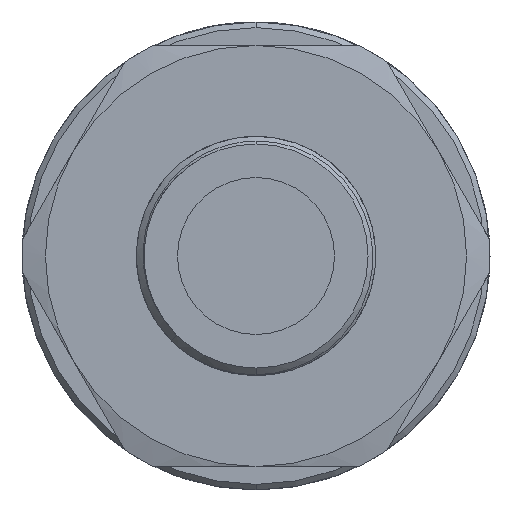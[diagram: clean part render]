
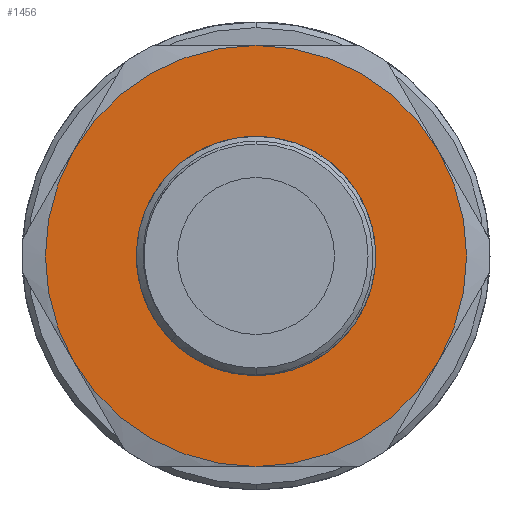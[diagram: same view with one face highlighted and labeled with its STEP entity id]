
A CAD part, left-side view. The second image highlights one B-rep face of the part: STEP entity #1456.
In plain terms, the highlighted planar face has unit normal (-1, 0, 0).
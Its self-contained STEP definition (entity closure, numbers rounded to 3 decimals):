
#6 = ORIENTED_EDGE ( 'NONE', *, *, #6861, .T. ) ;
#52 = ORIENTED_EDGE ( 'NONE', *, *, #7171, .T. ) ;
#127 = CIRCLE ( 'NONE', #2028, 28.575 ) ;
#455 = AXIS2_PLACEMENT_3D ( 'NONE', #13211, #7088, #11289 ) ;
#476 = DIRECTION ( 'NONE',  ( 0., 0., 1. ) ) ;
#906 = AXIS2_PLACEMENT_3D ( 'NONE', #11822, #10851, #5682 ) ;
#933 = CIRCLE ( 'NONE', #11154, 15.964 ) ;
#984 = CARTESIAN_POINT ( 'NONE',  ( 769.152, 1169.001, -28.575 ) ) ;
#1045 = AXIS2_PLACEMENT_3D ( 'NONE', #7863, #13010, #10996 ) ;
#1454 = CARTESIAN_POINT ( 'NONE',  ( 769.152, 1169.001, 28.575 ) ) ;
#1456 = ADVANCED_FACE ( 'NONE', ( #9031, #7262 ), #10920, .F. ) ;
#1667 = VERTEX_POINT ( 'NONE', #1454 ) ;
#1900 = EDGE_LOOP ( 'NONE', ( #2857, #8180 ) ) ;
#2028 = AXIS2_PLACEMENT_3D ( 'NONE', #11747, #4519, #476 ) ;
#2089 = CARTESIAN_POINT ( 'NONE',  ( 769.152, 1169.001, -15.964 ) ) ;
#2169 = DIRECTION ( 'NONE',  ( 0., 0., 1. ) ) ;
#2228 = CIRCLE ( 'NONE', #2612, 28.575 ) ;
#2612 = AXIS2_PLACEMENT_3D ( 'NONE', #6556, #7557, #7602 ) ;
#2653 = CARTESIAN_POINT ( 'NONE',  ( 769.152, 1193.748, 14.288 ) ) ;
#2857 = ORIENTED_EDGE ( 'NONE', *, *, #9850, .F. ) ;
#2887 = DIRECTION ( 'NONE',  ( -1., 0., 0. ) ) ;
#2901 = CARTESIAN_POINT ( 'NONE',  ( 769.152, 1184.965, 0. ) ) ;
#3281 = AXIS2_PLACEMENT_3D ( 'NONE', #6924, #2887, #10013 ) ;
#3785 = DIRECTION ( 'NONE',  ( -1., 0., 0. ) ) ;
#3863 = ORIENTED_EDGE ( 'NONE', *, *, #8310, .T. ) ;
#4182 = VERTEX_POINT ( 'NONE', #5818 ) ;
#4519 = DIRECTION ( 'NONE',  ( -1., 0., 0. ) ) ;
#4798 = DIRECTION ( 'NONE',  ( 1., 0., 0. ) ) ;
#5014 = DIRECTION ( 'NONE',  ( -1., 0., 0. ) ) ;
#5098 = CARTESIAN_POINT ( 'NONE',  ( 769.152, 1193.748, -14.288 ) ) ;
#5384 = CIRCLE ( 'NONE', #455, 15.964 ) ;
#5471 = AXIS2_PLACEMENT_3D ( 'NONE', #8213, #5014, #2169 ) ;
#5682 = DIRECTION ( 'NONE',  ( 0., 0., 1. ) ) ;
#5818 = CARTESIAN_POINT ( 'NONE',  ( 769.152, 1144.254, -14.288 ) ) ;
#6059 = CARTESIAN_POINT ( 'NONE',  ( 769.152, 1144.254, 14.288 ) ) ;
#6540 = AXIS2_PLACEMENT_3D ( 'NONE', #2901, #4798, #13103 ) ;
#6556 = CARTESIAN_POINT ( 'NONE',  ( 769.152, 1169.001, 0. ) ) ;
#6561 = ORIENTED_EDGE ( 'NONE', *, *, #11684, .T. ) ;
#6734 = ORIENTED_EDGE ( 'NONE', *, *, #11613, .T. ) ;
#6861 = EDGE_CURVE ( 'NONE', #1667, #12896, #127, .T. ) ;
#6924 = CARTESIAN_POINT ( 'NONE',  ( 769.152, 1169.001, 0. ) ) ;
#6978 = CIRCLE ( 'NONE', #5471, 28.575 ) ;
#7088 = DIRECTION ( 'NONE',  ( -1., 0., 0. ) ) ;
#7171 = EDGE_CURVE ( 'NONE', #9794, #11726, #10933, .T. ) ;
#7262 = FACE_OUTER_BOUND ( 'NONE', #7315, .T. ) ;
#7315 = EDGE_LOOP ( 'NONE', ( #6, #3863, #52, #7824, #6734, #6561 ) ) ;
#7557 = DIRECTION ( 'NONE',  ( -1., 0., 0. ) ) ;
#7602 = DIRECTION ( 'NONE',  ( 0., 0., 1. ) ) ;
#7625 = CIRCLE ( 'NONE', #3281, 28.575 ) ;
#7662 = CIRCLE ( 'NONE', #1045, 28.575 ) ;
#7824 = ORIENTED_EDGE ( 'NONE', *, *, #11127, .T. ) ;
#7863 = CARTESIAN_POINT ( 'NONE',  ( 769.152, 1169.001, 0. ) ) ;
#8180 = ORIENTED_EDGE ( 'NONE', *, *, #12113, .F. ) ;
#8213 = CARTESIAN_POINT ( 'NONE',  ( 769.152, 1169.001, 0. ) ) ;
#8310 = EDGE_CURVE ( 'NONE', #12896, #9794, #7662, .T. ) ;
#9025 = CARTESIAN_POINT ( 'NONE',  ( 769.152, 1169.001, 0. ) ) ;
#9031 = FACE_BOUND ( 'NONE', #1900, .T. ) ;
#9304 = VERTEX_POINT ( 'NONE', #2089 ) ;
#9794 = VERTEX_POINT ( 'NONE', #5098 ) ;
#9850 = EDGE_CURVE ( 'NONE', #12936, #9304, #5384, .T. ) ;
#10013 = DIRECTION ( 'NONE',  ( 0., 0., 1. ) ) ;
#10851 = DIRECTION ( 'NONE',  ( -1., 0., 0. ) ) ;
#10920 = PLANE ( 'NONE',  #6540 ) ;
#10933 = CIRCLE ( 'NONE', #906, 28.575 ) ;
#10960 = DIRECTION ( 'NONE',  ( 0., 0., 1. ) ) ;
#10996 = DIRECTION ( 'NONE',  ( 0., 0., 1. ) ) ;
#11127 = EDGE_CURVE ( 'NONE', #11726, #4182, #2228, .T. ) ;
#11154 = AXIS2_PLACEMENT_3D ( 'NONE', #9025, #3785, #10960 ) ;
#11289 = DIRECTION ( 'NONE',  ( 0., 0., 1. ) ) ;
#11613 = EDGE_CURVE ( 'NONE', #4182, #13143, #7625, .T. ) ;
#11684 = EDGE_CURVE ( 'NONE', #13143, #1667, #6978, .T. ) ;
#11726 = VERTEX_POINT ( 'NONE', #984 ) ;
#11747 = CARTESIAN_POINT ( 'NONE',  ( 769.152, 1169.001, 0. ) ) ;
#11822 = CARTESIAN_POINT ( 'NONE',  ( 769.152, 1169.001, 0. ) ) ;
#12040 = CARTESIAN_POINT ( 'NONE',  ( 769.152, 1169.001, 15.964 ) ) ;
#12113 = EDGE_CURVE ( 'NONE', #9304, #12936, #933, .T. ) ;
#12896 = VERTEX_POINT ( 'NONE', #2653 ) ;
#12936 = VERTEX_POINT ( 'NONE', #12040 ) ;
#13010 = DIRECTION ( 'NONE',  ( -1., 0., 0. ) ) ;
#13103 = DIRECTION ( 'NONE',  ( 0., 0., -1. ) ) ;
#13143 = VERTEX_POINT ( 'NONE', #6059 ) ;
#13211 = CARTESIAN_POINT ( 'NONE',  ( 769.152, 1169.001, 0. ) ) ;
